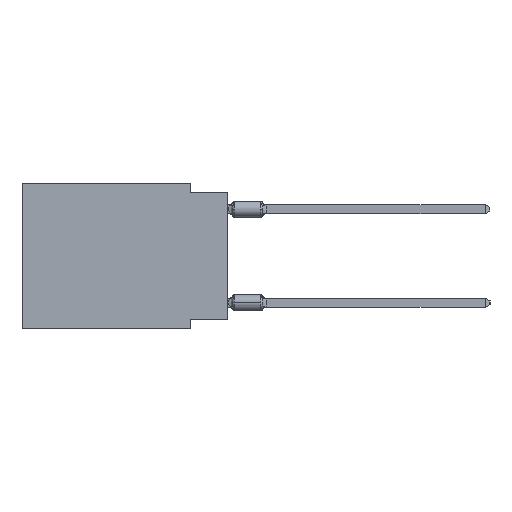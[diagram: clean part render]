
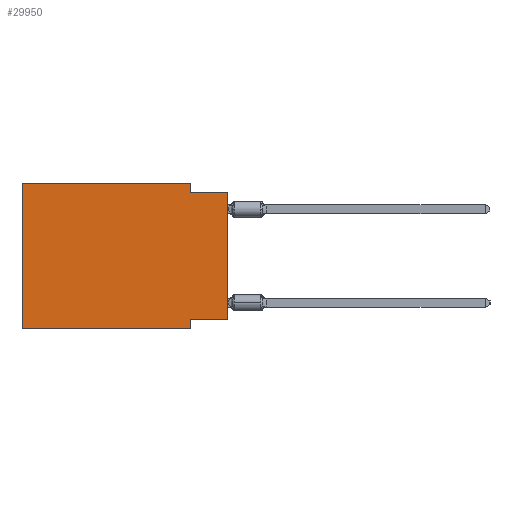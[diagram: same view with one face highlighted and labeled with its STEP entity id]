
A CAD part, left-side view. The second image highlights one B-rep face of the part: STEP entity #29950.
In plain terms, the highlighted planar face has unit normal (-1, 0, 0).
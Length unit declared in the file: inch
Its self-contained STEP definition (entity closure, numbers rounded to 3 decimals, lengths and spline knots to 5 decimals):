
#713 = VERTEX_POINT ( 'NONE', #27481 ) ;
#944 = ORIENTED_EDGE ( 'NONE', *, *, #11495, .F. ) ;
#1618 = VERTEX_POINT ( 'NONE', #15930 ) ;
#1753 = LINE ( 'NONE', #24475, #35985 ) ;
#1798 = VERTEX_POINT ( 'NONE', #29367 ) ;
#3063 = EDGE_CURVE ( 'NONE', #1618, #32519, #1753, .T. ) ;
#4606 = EDGE_CURVE ( 'NONE', #713, #8788, #32476, .T. ) ;
#7313 = VERTEX_POINT ( 'NONE', #31140 ) ;
#7323 = VECTOR ( 'NONE', #26070, 39.37008 ) ;
#7376 = PLANE ( 'NONE',  #27740 ) ;
#7511 = DIRECTION ( 'NONE',  ( 0., 0., 1. ) ) ;
#7852 = LINE ( 'NONE', #19195, #22131 ) ;
#8788 = VERTEX_POINT ( 'NONE', #12648 ) ;
#9480 = ORIENTED_EDGE ( 'NONE', *, *, #23073, .T. ) ;
#9690 = VERTEX_POINT ( 'NONE', #18843 ) ;
#9751 = ORIENTED_EDGE ( 'NONE', *, *, #18269, .F. ) ;
#9966 = ORIENTED_EDGE ( 'NONE', *, *, #17020, .F. ) ;
#10599 = VECTOR ( 'NONE', #30420, 39.37008 ) ;
#10733 = ORIENTED_EDGE ( 'NONE', *, *, #4606, .T. ) ;
#11091 = VECTOR ( 'NONE', #21024, 39.37008 ) ;
#11495 = EDGE_CURVE ( 'NONE', #9690, #8788, #7852, .T. ) ;
#12648 = CARTESIAN_POINT ( 'NONE',  ( 0., 0., -0.025 ) ) ;
#12766 = CARTESIAN_POINT ( 'NONE',  ( 0., 0.55, 0. ) ) ;
#12912 = CARTESIAN_POINT ( 'NONE',  ( 0., 0.55, 0. ) ) ;
#13375 = ORIENTED_EDGE ( 'NONE', *, *, #3063, .F. ) ;
#15261 = VECTOR ( 'NONE', #24299, 39.37008 ) ;
#15408 = EDGE_CURVE ( 'NONE', #7313, #9690, #17193, .T. ) ;
#15548 = FACE_OUTER_BOUND ( 'NONE', #24451, .T. ) ;
#15908 = LINE ( 'NONE', #27331, #22049 ) ;
#15930 = CARTESIAN_POINT ( 'NONE',  ( 0., 0.55, -0.39 ) ) ;
#17020 = EDGE_CURVE ( 'NONE', #32519, #7313, #18870, .T. ) ;
#17193 = LINE ( 'NONE', #28619, #31892 ) ;
#18269 = EDGE_CURVE ( 'NONE', #28949, #1798, #21580, .T. ) ;
#18843 = CARTESIAN_POINT ( 'NONE',  ( 0., 0.1, -0.025 ) ) ;
#18870 = LINE ( 'NONE', #12912, #15261 ) ;
#18968 = CARTESIAN_POINT ( 'NONE',  ( 0., 0.55, 0. ) ) ;
#19195 = CARTESIAN_POINT ( 'NONE',  ( 0., 0., -0.025 ) ) ;
#21024 = DIRECTION ( 'NONE',  ( 0., 0., -1. ) ) ;
#21580 = LINE ( 'NONE', #35961, #11091 ) ;
#21759 = ORIENTED_EDGE ( 'NONE', *, *, #15408, .F. ) ;
#22049 = VECTOR ( 'NONE', #24523, 39.37008 ) ;
#22131 = VECTOR ( 'NONE', #30633, 39.37008 ) ;
#23073 = EDGE_CURVE ( 'NONE', #1618, #1798, #15908, .T. ) ;
#23428 = LINE ( 'NONE', #29053, #7323 ) ;
#24299 = DIRECTION ( 'NONE',  ( 0., -1., 0. ) ) ;
#24451 = EDGE_LOOP ( 'NONE', ( #10733, #944, #21759, #9966, #13375, #9480, #9751, #27505 ) ) ;
#24475 = CARTESIAN_POINT ( 'NONE',  ( 0., 0.55, 0. ) ) ;
#24523 = DIRECTION ( 'NONE',  ( 0., -1., 0. ) ) ;
#25699 = EDGE_CURVE ( 'NONE', #713, #28949, #23428, .T. ) ;
#25835 = DIRECTION ( 'NONE',  ( 0., 0., -1. ) ) ;
#25986 = CARTESIAN_POINT ( 'NONE',  ( 0., 0.1, -0.365 ) ) ;
#26070 = DIRECTION ( 'NONE',  ( 0., 1., 0. ) ) ;
#27331 = CARTESIAN_POINT ( 'NONE',  ( 0., 0.55, -0.39 ) ) ;
#27481 = CARTESIAN_POINT ( 'NONE',  ( 0., 0., -0.365 ) ) ;
#27505 = ORIENTED_EDGE ( 'NONE', *, *, #25699, .F. ) ;
#27740 = AXIS2_PLACEMENT_3D ( 'NONE', #12766, #29766, #35336 ) ;
#28619 = CARTESIAN_POINT ( 'NONE',  ( 0., 0.1, 0. ) ) ;
#28949 = VERTEX_POINT ( 'NONE', #25986 ) ;
#29053 = CARTESIAN_POINT ( 'NONE',  ( 0., 0., -0.365 ) ) ;
#29367 = CARTESIAN_POINT ( 'NONE',  ( 0., 0.1, -0.39 ) ) ;
#29766 = DIRECTION ( 'NONE',  ( 1., 0., 0. ) ) ;
#29950 = ADVANCED_FACE ( 'NONE', ( #15548 ), #7376, .F. ) ;
#30049 = CARTESIAN_POINT ( 'NONE',  ( 0., 0., 0. ) ) ;
#30420 = DIRECTION ( 'NONE',  ( 0., 0., 1. ) ) ;
#30633 = DIRECTION ( 'NONE',  ( 0., -1., 0. ) ) ;
#31140 = CARTESIAN_POINT ( 'NONE',  ( 0., 0.1, 0. ) ) ;
#31892 = VECTOR ( 'NONE', #25835, 39.37008 ) ;
#32476 = LINE ( 'NONE', #30049, #10599 ) ;
#32519 = VERTEX_POINT ( 'NONE', #18968 ) ;
#35336 = DIRECTION ( 'NONE',  ( 0., 0., -1. ) ) ;
#35961 = CARTESIAN_POINT ( 'NONE',  ( 0., 0.1, -0.39 ) ) ;
#35985 = VECTOR ( 'NONE', #7511, 39.37008 ) ;
